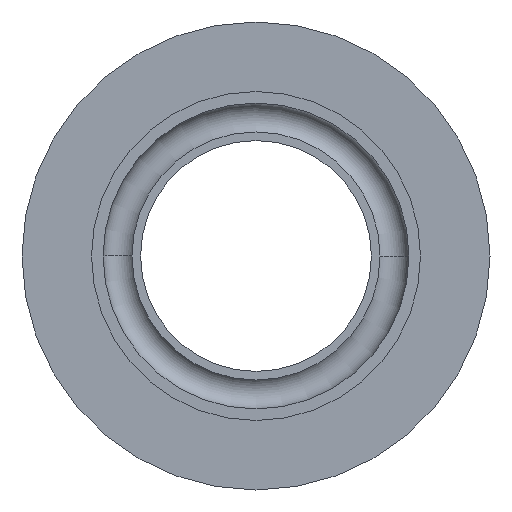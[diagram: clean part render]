
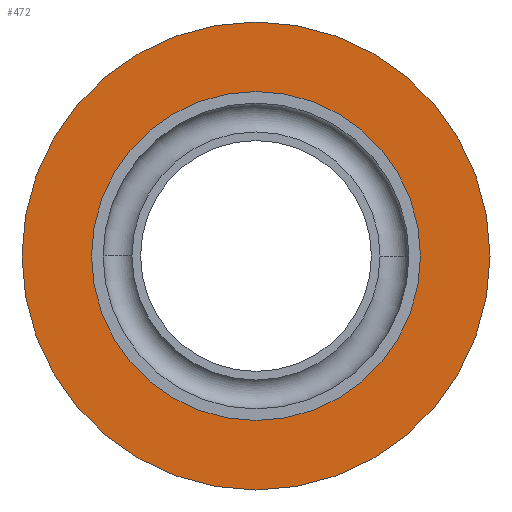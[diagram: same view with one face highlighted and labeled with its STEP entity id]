
A CAD part, left-side view. The second image highlights one B-rep face of the part: STEP entity #472.
In plain terms, the highlighted planar face has unit normal (-1, 0, 0).
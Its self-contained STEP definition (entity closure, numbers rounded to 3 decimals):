
#15 = PLANE ( 'NONE',  #329 ) ;
#24 = CARTESIAN_POINT ( 'NONE',  ( -10.38, -13.135, 0. ) ) ;
#27 = DIRECTION ( 'NONE',  ( -1., 0., 0. ) ) ;
#37 = CARTESIAN_POINT ( 'NONE',  ( -10.38, 12.115, 0. ) ) ;
#57 = ORIENTED_EDGE ( 'NONE', *, *, #393, .T. ) ;
#152 = CARTESIAN_POINT ( 'NONE',  ( -10.38, 37.365, 0. ) ) ;
#158 = FACE_BOUND ( 'NONE', #528, .T. ) ;
#170 = AXIS2_PLACEMENT_3D ( 'NONE', #37, #27, #685 ) ;
#209 = CIRCLE ( 'NONE', #542, 25.25 ) ;
#216 = DIRECTION ( 'NONE',  ( 0., -1., 0. ) ) ;
#232 = AXIS2_PLACEMENT_3D ( 'NONE', #364, #824, #234 ) ;
#234 = DIRECTION ( 'NONE',  ( 0., -1., 0. ) ) ;
#239 = CARTESIAN_POINT ( 'NONE',  ( -10.38, 12.115, 0. ) ) ;
#249 = DIRECTION ( 'NONE',  ( -1., 0., 0. ) ) ;
#252 = AXIS2_PLACEMENT_3D ( 'NONE', #343, #755, #216 ) ;
#257 = VERTEX_POINT ( 'NONE', #606 ) ;
#287 = VERTEX_POINT ( 'NONE', #24 ) ;
#312 = DIRECTION ( 'NONE',  ( 0., -1., 0. ) ) ;
#328 = CIRCLE ( 'NONE', #170, 17.75 ) ;
#329 = AXIS2_PLACEMENT_3D ( 'NONE', #335, #341, #661 ) ;
#333 = EDGE_CURVE ( 'NONE', #257, #687, #435, .T. ) ;
#335 = CARTESIAN_POINT ( 'NONE',  ( -10.38, 37.365, 0. ) ) ;
#341 = DIRECTION ( 'NONE',  ( 1., 0., 0. ) ) ;
#343 = CARTESIAN_POINT ( 'NONE',  ( -10.38, 12.115, 0. ) ) ;
#352 = VERTEX_POINT ( 'NONE', #152 ) ;
#364 = CARTESIAN_POINT ( 'NONE',  ( -10.38, 12.115, 0. ) ) ;
#372 = ORIENTED_EDGE ( 'NONE', *, *, #636, .F. ) ;
#393 = EDGE_CURVE ( 'NONE', #352, #287, #209, .T. ) ;
#426 = FACE_OUTER_BOUND ( 'NONE', #756, .T. ) ;
#435 = CIRCLE ( 'NONE', #252, 17.75 ) ;
#454 = CIRCLE ( 'NONE', #232, 25.25 ) ;
#472 = ADVANCED_FACE ( 'NONE', ( #158, #426 ), #15, .F. ) ;
#528 = EDGE_LOOP ( 'NONE', ( #595, #372 ) ) ;
#542 = AXIS2_PLACEMENT_3D ( 'NONE', #239, #249, #312 ) ;
#553 = CARTESIAN_POINT ( 'NONE',  ( -10.38, 29.865, 0. ) ) ;
#595 = ORIENTED_EDGE ( 'NONE', *, *, #333, .F. ) ;
#606 = CARTESIAN_POINT ( 'NONE',  ( -10.38, -5.635, 0. ) ) ;
#631 = ORIENTED_EDGE ( 'NONE', *, *, #715, .T. ) ;
#636 = EDGE_CURVE ( 'NONE', #687, #257, #328, .T. ) ;
#661 = DIRECTION ( 'NONE',  ( 0., 1., 0. ) ) ;
#685 = DIRECTION ( 'NONE',  ( 0., -1., 0. ) ) ;
#687 = VERTEX_POINT ( 'NONE', #553 ) ;
#715 = EDGE_CURVE ( 'NONE', #287, #352, #454, .T. ) ;
#755 = DIRECTION ( 'NONE',  ( -1., 0., 0. ) ) ;
#756 = EDGE_LOOP ( 'NONE', ( #631, #57 ) ) ;
#824 = DIRECTION ( 'NONE',  ( -1., 0., 0. ) ) ;
